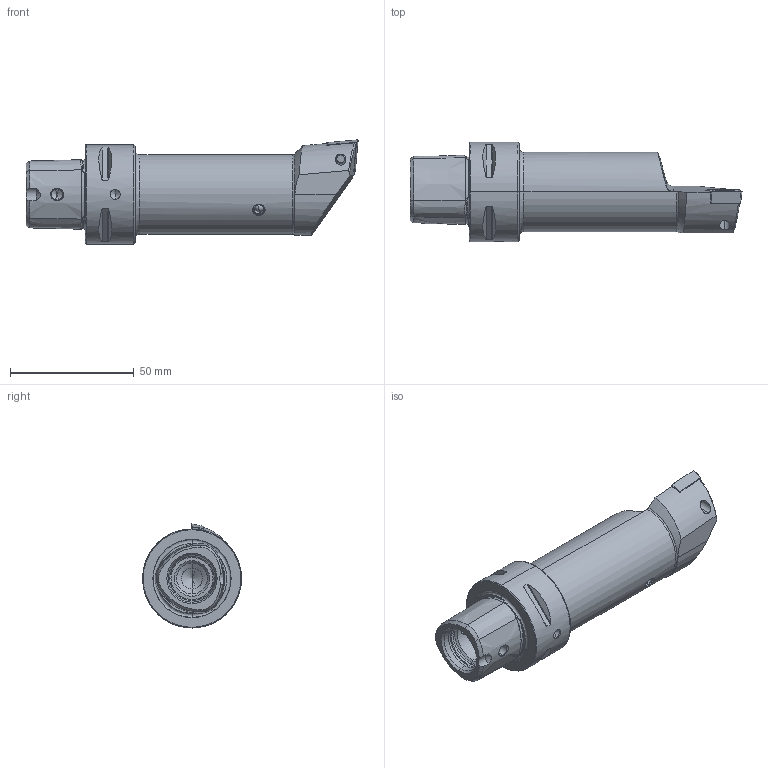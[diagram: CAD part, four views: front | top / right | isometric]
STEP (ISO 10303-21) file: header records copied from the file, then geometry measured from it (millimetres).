
FILE_DESCRIPTION (( 'STEP AP214' ), '1' );
FILE_NAME ('PS4.BCC.LLB.110.STEP', '2020-09-16T08:07:25', ( '' ), ( '' ), 'SwSTEP 2.0', 'SolidWorks 2017', '' );
FILE_SCHEMA (( 'AUTOMOTIVE_DESIGN' ));
Length unit declared in the file: millimetre
Products named in the file (5): PS4-BCC.LLB.110_A; KVT_MB_600_050; PS4.BCC.LLB.110; CCMT120404; WCC-ER2.001.010_A
Assembly tree (4 placements, depth 2):
  PS4.BCC.LLB.110
    PS4-BCC.LLB.110_A
    CCMT120404
    WCC-ER2.001.010_A
    KVT_MB_600_050
Bounding box: 134 x 40 x 42 mm (x, y, z)
Volume: 86999 mm3; surface area: 20003.7 mm2
Topology: 5 solids, 5 shells, 291 faces, 709 edges, 417 vertices
Faces by surface type: cone 103, cylinder 75, torus 49, plane 49, bspline 13, sphere 2
Entity records: 9848 total; most frequent: CARTESIAN_POINT 3115, ORIENTED_EDGE 1368, DIRECTION 1349, EDGE_CURVE 684, AXIS2_PLACEMENT_3D 555, VERTEX_POINT 414, EDGE_LOOP 312, FACE_OUTER_BOUND 291
